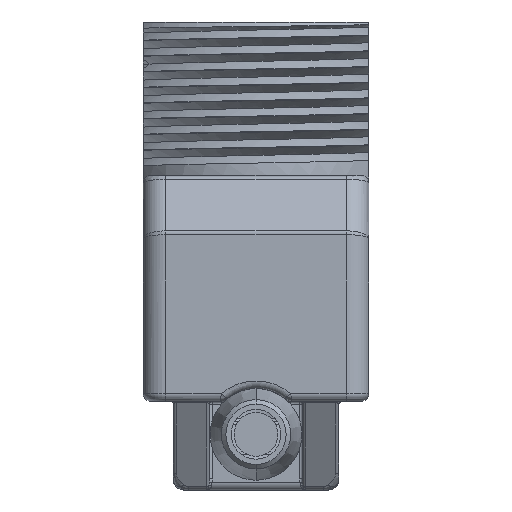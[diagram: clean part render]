
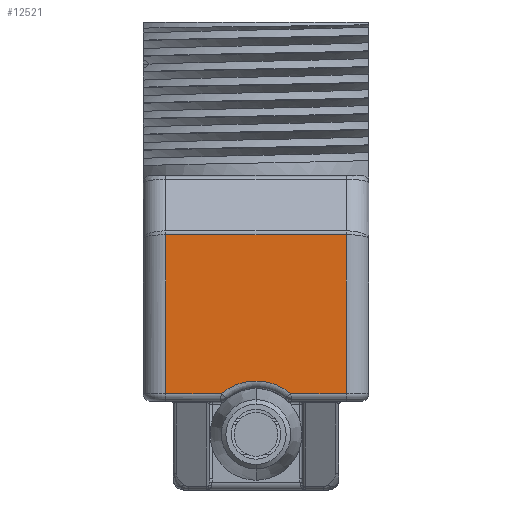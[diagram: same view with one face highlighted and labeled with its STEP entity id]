
A CAD part, front view. The second image highlights one B-rep face of the part: STEP entity #12521.
In plain terms, the highlighted planar face has unit normal (0, -1, 0).
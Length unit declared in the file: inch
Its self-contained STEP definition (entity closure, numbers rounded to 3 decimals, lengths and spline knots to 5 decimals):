
#58=CARTESIAN_POINT('',(-0.09074,-0.67913,
-0.26772));
#84=CARTESIAN_POINT('',(0.,-0.67913,-0.37402));
#85=DIRECTION('',(0.,1.,0.));
#86=DIRECTION('',(-0.649,0.,0.761));
#87=AXIS2_PLACEMENT_3D('',#84,#85,#86);
#89=CARTESIAN_POINT('',(0.09074,-0.67913,
-0.26772));
#117=DIRECTION('',(-1.,0.,0.));
#118=VECTOR('',#117,0.14548);
#119=CARTESIAN_POINT('',(0.23622,-0.67913,
-0.26772));
#120=LINE('',#119,#118);
#134=DIRECTION('',(0.,0.,1.));
#135=VECTOR('',#134,0.4159);
#136=CARTESIAN_POINT('',(0.23622,-0.67913,
-0.26772));
#137=LINE('',#136,#135);
#911=DIRECTION('',(0.,0.,-1.));
#912=VECTOR('',#911,0.4159);
#913=CARTESIAN_POINT('',(-0.23622,-0.67913,
0.14818));
#914=LINE('',#913,#912);
#6101=DIRECTION('',(-1.,0.,0.));
#6102=VECTOR('',#6101,0.14548);
#6103=CARTESIAN_POINT('',(-0.09074,-0.67913,
-0.26772));
#6104=LINE('',#6103,#6102);
#6105=CARTESIAN_POINT('',(-0.23622,-0.67913,
0.14818));
#10087=DIRECTION('',(-1.,0.,0.));
#10088=VECTOR('',#10087,0.47244);
#10089=CARTESIAN_POINT('',(0.23622,-0.67913,
0.14818));
#10090=LINE('',#10089,#10088);
#10404=VERTEX_POINT('',#6105);
#10407=CARTESIAN_POINT('',(0.23622,-0.67913,
0.14818));
#10408=VERTEX_POINT('',#10407);
#12049=CARTESIAN_POINT('',(0.23622,-0.67913,
-0.26772));
#12050=VERTEX_POINT('',#12049);
#12067=CARTESIAN_POINT('',(-0.23622,-0.67913,
-0.26772));
#12068=VERTEX_POINT('',#12067);
#12076=VERTEX_POINT('',#89);
#12078=VERTEX_POINT('',#58);
#12504=CARTESIAN_POINT('',(0.29528,-0.67913,0.));
#12505=DIRECTION('',(0.,-1.,0.));
#12506=DIRECTION('',(0.,0.,1.));
#12507=AXIS2_PLACEMENT_3D('',#12504,#12505,#12506);
#12508=PLANE('',#12507);
#12510=ORIENTED_EDGE('',*,*,#12509,.F.);
#12511=ORIENTED_EDGE('',*,*,#12495,.T.);
#12512=ORIENTED_EDGE('',*,*,#12435,.F.);
#12514=ORIENTED_EDGE('',*,*,#12513,.T.);
#12516=ORIENTED_EDGE('',*,*,#12515,.F.);
#12518=ORIENTED_EDGE('',*,*,#12517,.F.);
#12519=EDGE_LOOP('',(#12510,#12511,#12512,#12514,#12516,#12518));
#12520=FACE_OUTER_BOUND('',#12519,.F.);
#12521=ADVANCED_FACE('',(#12520),#12508,.T.);
#88=CIRCLE('',#87,0.13976);
#12435=EDGE_CURVE('',#12078,#12076,#88,.T.);
#12495=EDGE_CURVE('',#12050,#12076,#120,.T.);
#12509=EDGE_CURVE('',#12050,#10408,#137,.T.);
#12513=EDGE_CURVE('',#12078,#12068,#6104,.T.);
#12515=EDGE_CURVE('',#10404,#12068,#914,.T.);
#12517=EDGE_CURVE('',#10408,#10404,#10090,.T.);
